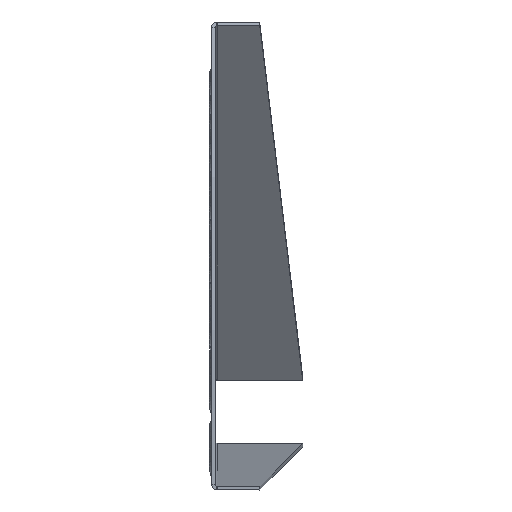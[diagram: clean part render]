
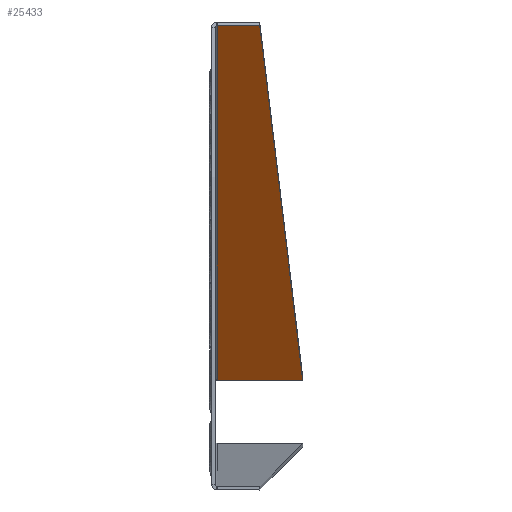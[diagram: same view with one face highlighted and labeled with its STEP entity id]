
A CAD part, left-side view. The second image highlights one B-rep face of the part: STEP entity #25433.
In plain terms, the highlighted planar face has unit normal (-0.307, 0, -0.952).
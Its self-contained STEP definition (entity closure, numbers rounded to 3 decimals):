
#25352 = VERTEX_POINT ( 'NONE', #26402 ) ;
#25409 = VERTEX_POINT ( 'NONE', #26718 ) ;
#25433 = ADVANCED_FACE ( 'NONE', ( #26758 ), #26875, .F. ) ;
#25434 = EDGE_CURVE ( 'NONE', #25409, #25464, #26865, .T. ) ;
#25436 = ORIENTED_EDGE ( 'NONE', *, *, #25434, .F. ) ;
#25437 = ORIENTED_EDGE ( 'NONE', *, *, #25455, .F. ) ;
#25444 = EDGE_CURVE ( 'NONE', #25352, #25409, #26822, .T. ) ;
#25447 = VERTEX_POINT ( 'NONE', #26908 ) ;
#25455 = EDGE_CURVE ( 'NONE', #25464, #25447, #26888, .T. ) ;
#25464 = VERTEX_POINT ( 'NONE', #26896 ) ;
#25480 = ORIENTED_EDGE ( 'NONE', *, *, #25488, .F. ) ;
#25487 = EDGE_LOOP ( 'NONE', ( #25496, #25480, #25437, #25436 ) ) ;
#25488 = EDGE_CURVE ( 'NONE', #25447, #25352, #26970, .T. ) ;
#25496 = ORIENTED_EDGE ( 'NONE', *, *, #25444, .F. ) ;
#26402 = CARTESIAN_POINT ( 'NONE',  ( -45.584, -4.5, 32.559 ) ) ;
#26718 = CARTESIAN_POINT ( 'NONE',  ( -943.488, -4.5, 322.07 ) ) ;
#26758 = FACE_OUTER_BOUND ( 'NONE', #25487, .T. ) ;
#26787 = AXIS2_PLACEMENT_3D ( 'NONE', #26823, #26868, #26867 ) ;
#26822 = LINE ( 'NONE', #26850, #26849 ) ;
#26823 = CARTESIAN_POINT ( 'NONE',  ( 5.217, 15.712, 16.18 ) ) ;
#26848 = DIRECTION ( 'NONE',  ( -0.952, 0., 0.307 ) ) ;
#26849 = VECTOR ( 'NONE', #26848, 1000. ) ;
#26850 = CARTESIAN_POINT ( 'NONE',  ( 5.217, -4.5, 16.18 ) ) ;
#26863 = DIRECTION ( 'NONE',  ( 0., -1., 0. ) ) ;
#26864 = VECTOR ( 'NONE', #26863, 1000. ) ;
#26865 = LINE ( 'NONE', #26870, #26864 ) ;
#26867 = DIRECTION ( 'NONE',  ( -0.292, -0.952, 0.094 ) ) ;
#26868 = DIRECTION ( 'NONE',  ( 0.307, 0., 0.952 ) ) ;
#26870 = CARTESIAN_POINT ( 'NONE',  ( -943.488, -39.214, 322.07 ) ) ;
#26875 = PLANE ( 'NONE',  #26787 ) ;
#26879 = VECTOR ( 'NONE', #26893, 1000. ) ;
#26887 = CARTESIAN_POINT ( 'NONE',  ( -45.584, -74.288, 32.559 ) ) ;
#26888 = LINE ( 'NONE', #26887, #26879 ) ;
#26893 = DIRECTION ( 'NONE',  ( 0.951, -0.037, -0.307 ) ) ;
#26896 = CARTESIAN_POINT ( 'NONE',  ( -943.488, -39.214, 322.07 ) ) ;
#26908 = CARTESIAN_POINT ( 'NONE',  ( -45.584, -74.288, 32.559 ) ) ;
#26919 = CARTESIAN_POINT ( 'NONE',  ( -45.584, -4.288, 32.559 ) ) ;
#26968 = DIRECTION ( 'NONE',  ( 0., 1., 0. ) ) ;
#26969 = VECTOR ( 'NONE', #26968, 1000. ) ;
#26970 = LINE ( 'NONE', #26919, #26969 ) ;
